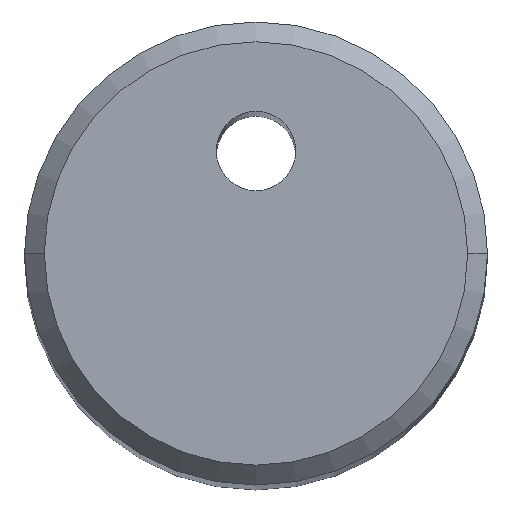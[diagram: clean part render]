
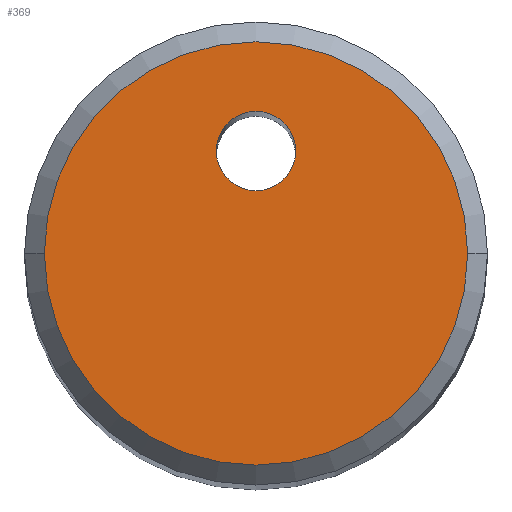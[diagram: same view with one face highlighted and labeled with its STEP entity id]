
A CAD part, top view. The second image highlights one B-rep face of the part: STEP entity #369.
In plain terms, the highlighted planar face has unit normal (0, 0, 1).
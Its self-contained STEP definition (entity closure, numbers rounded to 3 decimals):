
#171=EDGE_CURVE('NONE',#261,#203,#449,.F.);
#203=VERTEX_POINT('NONE',#483);
#209=EDGE_CURVE('NONE',#249,#323,#489,.F.);
#211=EDGE_CURVE('NONE',#323,#249,#491,.T.);
#243=EDGE_CURVE('NONE',#203,#261,#526,.T.);
#249=VERTEX_POINT('NONE',#532);
#261=VERTEX_POINT('NONE',#544);
#323=VERTEX_POINT('NONE',#615);
#369=ADVANCED_FACE('NONE',(#664,#665),#666,.F.);
#449=CIRCLE('',#750,3.2);
#483=CARTESIAN_POINT('',(3.2,0.,0.0));
#489=CIRCLE('',#887,0.6);
#491=CIRCLE('',#890,0.6);
#526=CIRCLE('',#957,3.2);
#532=CARTESIAN_POINT('',(0.6,1.55,0.0));
#544=CARTESIAN_POINT('',(-3.2,0.,0.0));
#615=CARTESIAN_POINT('',(-0.6,1.55,0.0));
#664=FACE_OUTER_BOUND('',#1334,.T.);
#665=FACE_BOUND('',#1335,.T.);
#666=PLANE('',#1336);
#750=AXIS2_PLACEMENT_3D('',#1467,#1468,#1469);
#887=AXIS2_PLACEMENT_3D('',#1494,#1495,#1496);
#890=AXIS2_PLACEMENT_3D('',#1497,#1498,#1499);
#957=AXIS2_PLACEMENT_3D('',#1536,#1537,#1538);
#1334=EDGE_LOOP('',(#1670,#1671));
#1335=EDGE_LOOP('',(#1672,#1673));
#1336=AXIS2_PLACEMENT_3D('',#1674,#1675,#1676);
#1467=CARTESIAN_POINT('',(0.0,0.0,0.0));
#1468=DIRECTION('',(0.0,0.0,-1.0));
#1469=DIRECTION('',(-1.0,0.,0.0));
#1494=CARTESIAN_POINT('',(0.,1.55,0.0));
#1495=DIRECTION('',(0.0,0.0,-1.0));
#1496=DIRECTION('',(1.0,0.,0.0));
#1497=CARTESIAN_POINT('',(0.,1.55,0.0));
#1498=DIRECTION('',(-0.0,0.0,1.0));
#1499=DIRECTION('',(1.0,0.,0.0));
#1536=CARTESIAN_POINT('',(0.0,0.0,0.0));
#1537=DIRECTION('',(0.0,0.0,1.0));
#1538=DIRECTION('',(-1.0,0.,0.0));
#1670=ORIENTED_EDGE('',*,*,#171,.T.);
#1671=ORIENTED_EDGE('',*,*,#243,.T.);
#1672=ORIENTED_EDGE('',*,*,#209,.F.);
#1673=ORIENTED_EDGE('',*,*,#211,.F.);
#1674=CARTESIAN_POINT('',(0.0,0.0,0.0));
#1675=DIRECTION('',(0.0,0.0,-1.0));
#1676=DIRECTION('',(-1.0,0.0,0.0));
